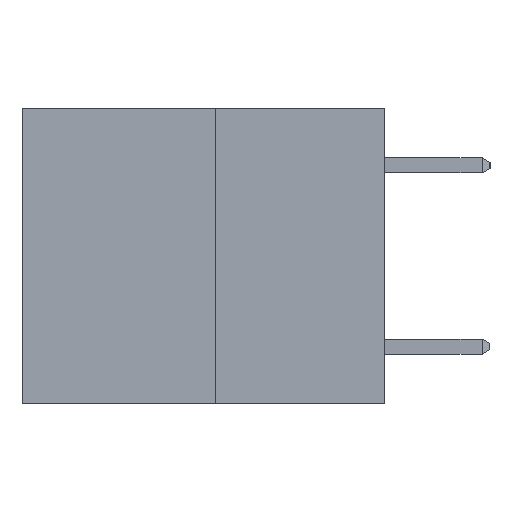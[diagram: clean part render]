
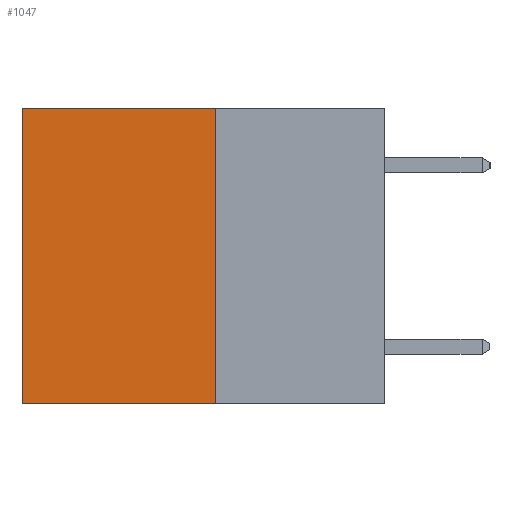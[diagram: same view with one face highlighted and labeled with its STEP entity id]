
A CAD part, left-side view. The second image highlights one B-rep face of the part: STEP entity #1047.
In plain terms, the highlighted planar face has unit normal (-1, 0, 0).
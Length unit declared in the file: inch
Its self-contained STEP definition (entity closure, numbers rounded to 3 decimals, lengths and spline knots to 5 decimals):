
#749 = CARTESIAN_POINT ( 'NONE',  ( 0.3165, 0.6, -0.49 ) ) ;
#1047 = ADVANCED_FACE ( 'NONE', ( #3669 ), #10266, .F. ) ;
#1328 = CARTESIAN_POINT ( 'NONE',  ( 0.3165, 0.6, -0.49 ) ) ;
#1574 = ORIENTED_EDGE ( 'NONE', *, *, #9416, .F. ) ;
#1686 = LINE ( 'NONE', #1328, #9766 ) ;
#1953 = LINE ( 'NONE', #11076, #2086 ) ;
#2086 = VECTOR ( 'NONE', #4036, 39.37008 ) ;
#3070 = DIRECTION ( 'NONE',  ( 0., 0., -1. ) ) ;
#3125 = EDGE_LOOP ( 'NONE', ( #7780, #5368, #1574, #9823 ) ) ;
#3178 = VERTEX_POINT ( 'NONE', #8178 ) ;
#3445 = DIRECTION ( 'NONE',  ( 0., 0., -1. ) ) ;
#3669 = FACE_OUTER_BOUND ( 'NONE', #3125, .T. ) ;
#4036 = DIRECTION ( 'NONE',  ( 0., 1., 0. ) ) ;
#4585 = AXIS2_PLACEMENT_3D ( 'NONE', #8615, #6093, #3445 ) ;
#5047 = CARTESIAN_POINT ( 'NONE',  ( 0.3165, 0.6, 0. ) ) ;
#5368 = ORIENTED_EDGE ( 'NONE', *, *, #6891, .F. ) ;
#5442 = DIRECTION ( 'NONE',  ( 0., 0., -1. ) ) ;
#5986 = VERTEX_POINT ( 'NONE', #5047 ) ;
#6093 = DIRECTION ( 'NONE',  ( 1., 0., 0. ) ) ;
#6402 = LINE ( 'NONE', #8493, #8940 ) ;
#6891 = EDGE_CURVE ( 'NONE', #9173, #6908, #1953, .T. ) ;
#6908 = VERTEX_POINT ( 'NONE', #749 ) ;
#7780 = ORIENTED_EDGE ( 'NONE', *, *, #10506, .T. ) ;
#8178 = CARTESIAN_POINT ( 'NONE',  ( 0.3165, 0.28, 0. ) ) ;
#8493 = CARTESIAN_POINT ( 'NONE',  ( 0.3165, 0.28, 0. ) ) ;
#8615 = CARTESIAN_POINT ( 'NONE',  ( 0.3165, 0.28, -0.49 ) ) ;
#8940 = VECTOR ( 'NONE', #9391, 39.37008 ) ;
#8949 = LINE ( 'NONE', #9918, #8965 ) ;
#8965 = VECTOR ( 'NONE', #3070, 39.37008 ) ;
#9173 = VERTEX_POINT ( 'NONE', #10740 ) ;
#9391 = DIRECTION ( 'NONE',  ( 0., 1., 0. ) ) ;
#9416 = EDGE_CURVE ( 'NONE', #3178, #9173, #8949, .T. ) ;
#9766 = VECTOR ( 'NONE', #5442, 39.37008 ) ;
#9823 = ORIENTED_EDGE ( 'NONE', *, *, #10656, .T. ) ;
#9918 = CARTESIAN_POINT ( 'NONE',  ( 0.3165, 0.28, -0.49 ) ) ;
#10266 = PLANE ( 'NONE',  #4585 ) ;
#10506 = EDGE_CURVE ( 'NONE', #5986, #6908, #1686, .T. ) ;
#10656 = EDGE_CURVE ( 'NONE', #3178, #5986, #6402, .T. ) ;
#10740 = CARTESIAN_POINT ( 'NONE',  ( 0.3165, 0.28, -0.49 ) ) ;
#11076 = CARTESIAN_POINT ( 'NONE',  ( 0.3165, 0.28, -0.49 ) ) ;
